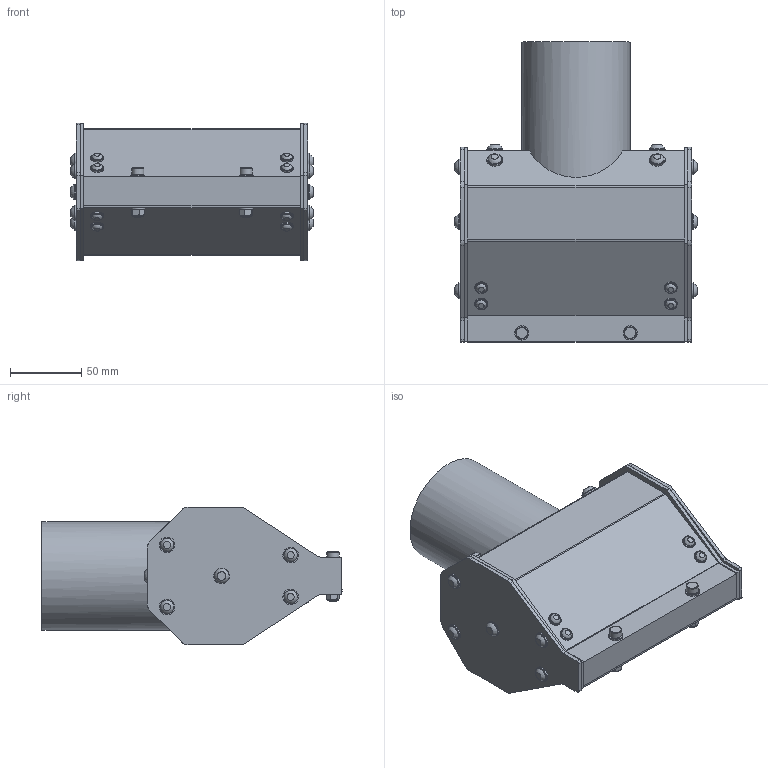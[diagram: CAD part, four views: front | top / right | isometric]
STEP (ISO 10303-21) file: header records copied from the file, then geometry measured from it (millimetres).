
FILE_DESCRIPTION(/* description */ (''),/* implementation_level */ '2;1');
FILE_NAME(/* name */ 'MAP3xxxxxx006_A.stp',/* time_stamp */ '2018-12-07T11:53:31-05:00',/* author */ ('James'),/* organization */ (''),/* preprocessor_version */ 'ST-DEVELOPER v16.5',/* originating_system */ 'Autodesk Inventor 2017',/* authorisation */ '');
FILE_SCHEMA (('AUTOMOTIVE_DESIGN { 1 0 10303 214 3 1 1 }'));
Length unit declared in the file: inch
Products named in the file (1): MAP3xxxxxx006_A
Bounding box: 170.49 x 211.04 x 96.53 mm (x, y, z)
Volume: 1731725.6 mm3; surface area: 103828 mm2
Topology: 1 solids, 1 shells, 291 faces, 633 edges, 426 vertices
Faces by surface type: plane 142, cylinder 89, cone 30, sphere 24, bspline 4, torus 2
Full cylindrical faces by diameter (mm): 7.6 x8, 8.5 x2, 9 x8, 9.5 x12, 10 x4, 10.5 x4, 11 x16, 76.2 x1
Entity records: 11584 total; most frequent: CARTESIAN_POINT 5554, DIRECTION 1282, ORIENTED_EDGE 1078, EDGE_CURVE 539, AXIS2_PLACEMENT_3D 523, EDGE_LOOP 436, VERTEX_POINT 395, FACE_OUTER_BOUND 291
